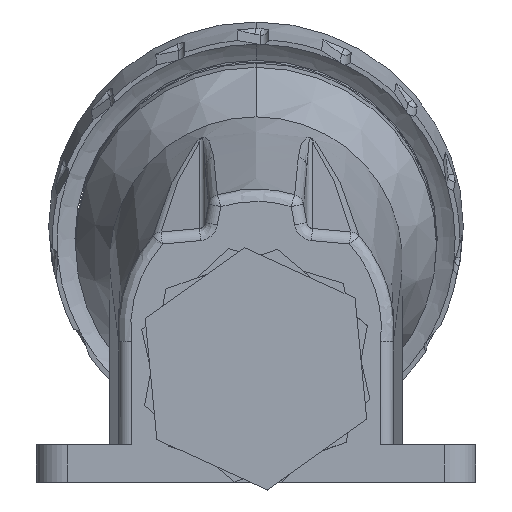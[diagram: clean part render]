
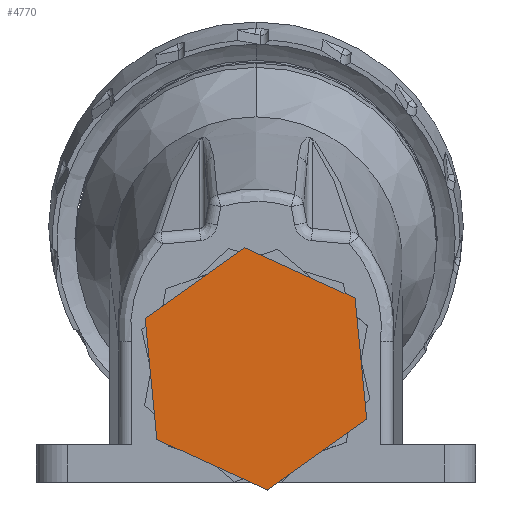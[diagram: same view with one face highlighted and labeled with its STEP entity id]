
A CAD part, left-side view. The second image highlights one B-rep face of the part: STEP entity #4770.
In plain terms, the highlighted planar face has unit normal (-1, 0, 0).
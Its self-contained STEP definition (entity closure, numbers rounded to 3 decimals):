
#1431=DIRECTION('',(0.,-0.814,0.581));
#1432=VECTOR('',#1431,38.77);
#1433=CARTESIAN_POINT('',(-195.496,56.55,
-2.442));
#1434=LINE('',#1433,#1432);
#1435=DIRECTION('',(0.,-0.91,-0.415));
#1436=VECTOR('',#1435,38.77);
#1437=CARTESIAN_POINT('',(-195.493,91.831,13.631));
#1438=LINE('',#1437,#1436);
#1439=DIRECTION('',(0.,-0.096,-0.995));
#1440=VECTOR('',#1439,38.77);
#1441=CARTESIAN_POINT('',(-195.493,95.552,52.222));
#1442=LINE('',#1441,#1440);
#1443=DIRECTION('',(0.,0.814,-0.581));
#1444=VECTOR('',#1443,38.77);
#1445=CARTESIAN_POINT('',(-195.495,63.992,74.74));
#1446=LINE('',#1445,#1444);
#1447=DIRECTION('',(0.,0.91,0.415));
#1448=VECTOR('',#1447,38.77);
#1449=CARTESIAN_POINT('',(-195.498,28.711,58.667));
#1450=LINE('',#1449,#1448);
#1451=DIRECTION('',(0.,0.096,0.995));
#1452=VECTOR('',#1451,38.77);
#1453=CARTESIAN_POINT('',(-195.498,24.99,20.076));
#1454=LINE('',#1453,#1452);
#3277=CARTESIAN_POINT('',(-195.496,56.55,
-2.442));
#3278=CARTESIAN_POINT('',(-195.498,24.99,20.076));
#3279=VERTEX_POINT('',#3277);
#3280=VERTEX_POINT('',#3278);
#3281=CARTESIAN_POINT('',(-195.498,28.711,58.667));
#3282=VERTEX_POINT('',#3281);
#3283=CARTESIAN_POINT('',(-195.495,63.992,74.74));
#3284=VERTEX_POINT('',#3283);
#3285=CARTESIAN_POINT('',(-195.493,95.552,52.222));
#3286=VERTEX_POINT('',#3285);
#3287=CARTESIAN_POINT('',(-195.493,91.831,13.631));
#3288=VERTEX_POINT('',#3287);
#4757=CARTESIAN_POINT('',(-195.491,118.021,68.589));
#4758=DIRECTION('',(-1.,0.,0.));
#4759=DIRECTION('',(0.,-1.,0.));
#4760=AXIS2_PLACEMENT_3D('',#4757,#4758,#4759);
#4761=PLANE('',#4760);
#4762=ORIENTED_EDGE('',*,*,#4681,.F.);
#4763=ORIENTED_EDGE('',*,*,#4696,.F.);
#4764=ORIENTED_EDGE('',*,*,#4710,.F.);
#4765=ORIENTED_EDGE('',*,*,#4724,.F.);
#4766=ORIENTED_EDGE('',*,*,#4738,.F.);
#4767=ORIENTED_EDGE('',*,*,#4751,.F.);
#4768=EDGE_LOOP('',(#4762,#4763,#4764,#4765,#4766,#4767));
#4769=FACE_OUTER_BOUND('',#4768,.F.);
#4770=ADVANCED_FACE('',(#4769),#4761,.T.);
#4681=EDGE_CURVE('',#3279,#3280,#1434,.T.);
#4696=EDGE_CURVE('',#3288,#3279,#1438,.T.);
#4710=EDGE_CURVE('',#3286,#3288,#1442,.T.);
#4724=EDGE_CURVE('',#3284,#3286,#1446,.T.);
#4738=EDGE_CURVE('',#3282,#3284,#1450,.T.);
#4751=EDGE_CURVE('',#3280,#3282,#1454,.T.);
